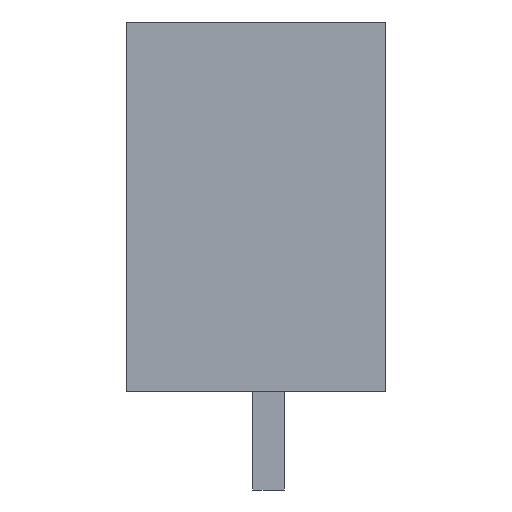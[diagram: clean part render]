
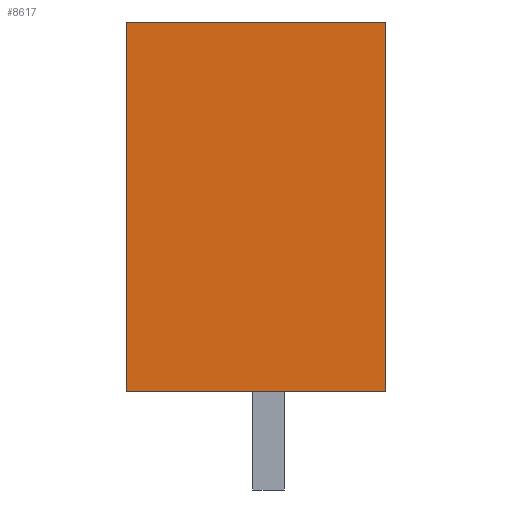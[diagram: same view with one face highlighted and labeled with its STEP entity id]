
A CAD part, left-side view. The second image highlights one B-rep face of the part: STEP entity #8617.
In plain terms, the highlighted planar face has unit normal (-1, 0, 0).
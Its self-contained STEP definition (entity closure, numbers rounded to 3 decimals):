
#8597=AXIS2_PLACEMENT_3D('Plane Axis2P3D',#8594,#8595,#8596) ;
#1925=CARTESIAN_POINT('Vertex',(0.,0.,3.2)) ;
#1928=CARTESIAN_POINT('Line Origine',(0.,4.215,3.2)) ;
#1932=CARTESIAN_POINT('Vertex',(0.,8.43,3.2)) ;
#8427=CARTESIAN_POINT('Line Origine',(0.,0.,9.2)) ;
#8431=CARTESIAN_POINT('Vertex',(0.,0.,15.2)) ;
#8594=CARTESIAN_POINT('Axis2P3D Location',(0.,8.43,15.2)) ;
#8599=CARTESIAN_POINT('Line Origine',(0.,4.215,15.2)) ;
#8603=CARTESIAN_POINT('Vertex',(0.,8.43,15.2)) ;
#8606=CARTESIAN_POINT('Line Origine',(0.,8.43,9.2)) ;
#1929=DIRECTION('Vector Direction',(0.,-1.,0.)) ;
#8428=DIRECTION('Vector Direction',(0.,0.,-1.)) ;
#8595=DIRECTION('Axis2P3D Direction',(-1.,0.,0.)) ;
#8596=DIRECTION('Axis2P3D XDirection',(0.,0.,1.)) ;
#8600=DIRECTION('Vector Direction',(0.,-1.,0.)) ;
#8607=DIRECTION('Vector Direction',(0.,0.,-1.)) ;
#1930=VECTOR('Line Direction',#1929,1.) ;
#8429=VECTOR('Line Direction',#8428,1.) ;
#8601=VECTOR('Line Direction',#8600,1.) ;
#8608=VECTOR('Line Direction',#8607,1.) ;
#8612=ORIENTED_EDGE('',*,*,#8605,.F.) ;
#8613=ORIENTED_EDGE('',*,*,#8610,.T.) ;
#8614=ORIENTED_EDGE('',*,*,#1934,.T.) ;
#8615=ORIENTED_EDGE('',*,*,#8433,.F.) ;
#8617=ADVANCED_FACE('HOUSING',(#8616),#8598,.T.) ;
#1934=EDGE_CURVE('',#1933,#1926,#1931,.T.) ;
#8433=EDGE_CURVE('',#8432,#1926,#8430,.T.) ;
#8605=EDGE_CURVE('',#8604,#8432,#8602,.T.) ;
#8610=EDGE_CURVE('',#8604,#1933,#8609,.T.) ;
#8611=EDGE_LOOP('',(#8612,#8613,#8614,#8615)) ;
#8616=FACE_OUTER_BOUND('',#8611,.T.) ;
#1931=LINE('Line',#1928,#1930) ;
#8430=LINE('Line',#8427,#8429) ;
#8602=LINE('Line',#8599,#8601) ;
#8609=LINE('Line',#8606,#8608) ;
#8598=PLANE('',#8597) ;
#1926=VERTEX_POINT('',#1925) ;
#1933=VERTEX_POINT('',#1932) ;
#8432=VERTEX_POINT('',#8431) ;
#8604=VERTEX_POINT('',#8603) ;
